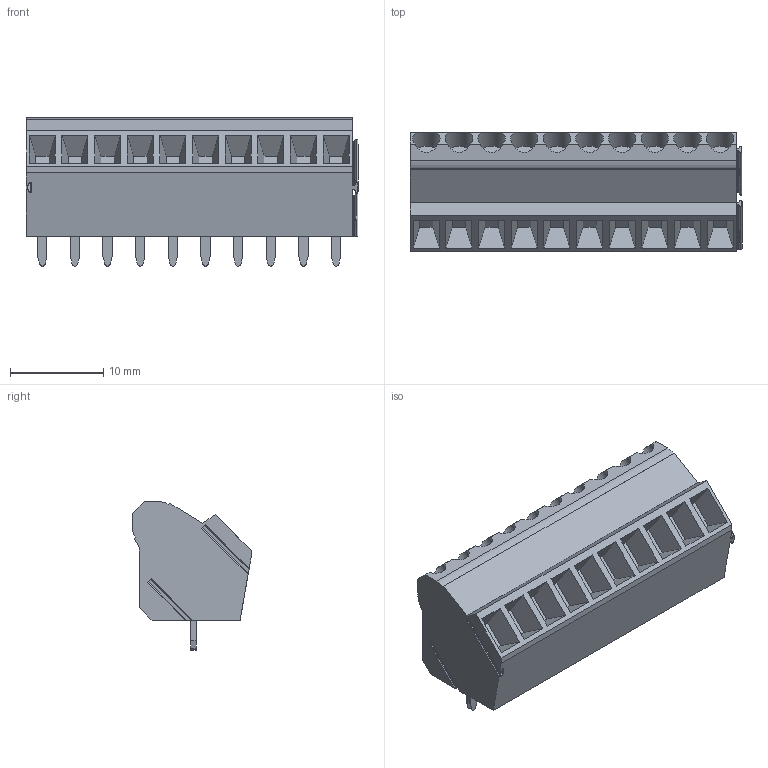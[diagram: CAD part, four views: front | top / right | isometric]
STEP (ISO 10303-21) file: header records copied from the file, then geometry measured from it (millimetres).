
FILE_DESCRIPTION(('CATIA V5 STEP Exchange','CAx-IF Rec.Pracs.--- Model Styling and Organization---1.2---2011-12-15'),'2;1');
FILE_NAME ('D1457406_0_1845280000_1845280000.stp','2018-09-07T05:46:27+00:00',('none'),('Weidmueller'),'CATIA Version 5-6 Release 2014','CATIA V5 STEP AP214','none');
FILE_SCHEMA(('AUTOMOTIVE_DESIGN { 1 0 10303 214 1 1 1 1 }'));
Length unit declared in the file: millimetre
Products named in the file (1): 1845280000
Bounding box: 35.6 x 12.7 x 15.9 mm (x, y, z)
Volume: 4206.5 mm3; surface area: 2419.5 mm2
Topology: 11 solids, 11 shells, 244 faces, 636 edges, 424 vertices
Faces by surface type: plane 180, cylinder 64
Entity records: 7434 total; most frequent: CARTESIAN_POINT 1948, ORIENTED_EDGE 1272, DIRECTION 850, EDGE_CURVE 636, VECTOR 428, LINE 428, VERTEX_POINT 424, AXIS2_PLACEMENT_3D 270
